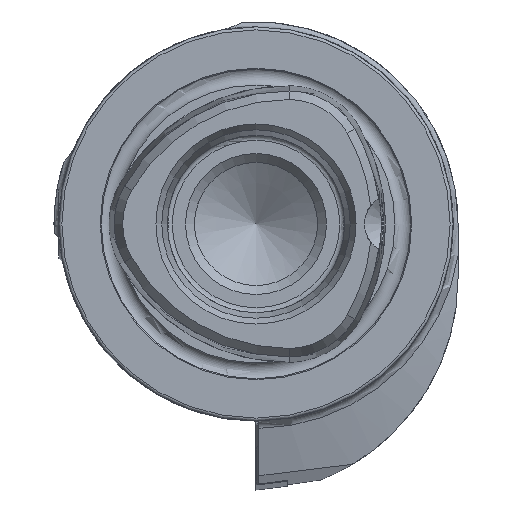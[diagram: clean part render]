
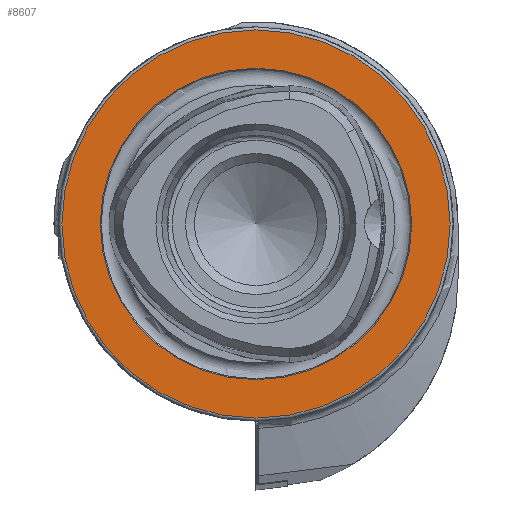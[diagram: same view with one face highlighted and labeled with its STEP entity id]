
A CAD part, left-side view. The second image highlights one B-rep face of the part: STEP entity #8607.
In plain terms, the highlighted planar face has unit normal (-1, 0, 0).
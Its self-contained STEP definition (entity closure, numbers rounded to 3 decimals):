
#321 = AXIS2_PLACEMENT_3D ( 'NONE', #9233, #1979, #5742 ) ;
#1153 = CARTESIAN_POINT ( 'NONE',  ( 0., 15.8, 0. ) ) ;
#1185 = PLANE ( 'NONE',  #1920 ) ;
#1920 = AXIS2_PLACEMENT_3D ( 'NONE', #1153, #9122, #6261 ) ;
#1979 = DIRECTION ( 'NONE',  ( -1., 0., 0. ) ) ;
#2029 = EDGE_CURVE ( 'NONE', #8841, #8841, #2839, .T. ) ;
#2839 = CIRCLE ( 'NONE', #321, 15.8 ) ;
#3520 = CARTESIAN_POINT ( 'NONE',  ( 0., 0., 15.8 ) ) ;
#4049 = FACE_OUTER_BOUND ( 'NONE', #8209, .T. ) ;
#4100 = CARTESIAN_POINT ( 'NONE',  ( 0., 0., 0. ) ) ;
#4598 = FACE_BOUND ( 'NONE', #5425, .T. ) ;
#4787 = DIRECTION ( 'NONE',  ( 0., 0., 1. ) ) ;
#5189 = EDGE_CURVE ( 'NONE', #8511, #8511, #9091, .T. ) ;
#5425 = EDGE_LOOP ( 'NONE', ( #7932 ) ) ;
#5742 = DIRECTION ( 'NONE',  ( 0., 0., 1. ) ) ;
#6261 = DIRECTION ( 'NONE',  ( 0., 0., -1. ) ) ;
#6474 = CARTESIAN_POINT ( 'NONE',  ( 0., 0., 19.7 ) ) ;
#7625 = DIRECTION ( 'NONE',  ( -1., 0., 0. ) ) ;
#7909 = ORIENTED_EDGE ( 'NONE', *, *, #5189, .T. ) ;
#7932 = ORIENTED_EDGE ( 'NONE', *, *, #2029, .F. ) ;
#8209 = EDGE_LOOP ( 'NONE', ( #7909 ) ) ;
#8456 = AXIS2_PLACEMENT_3D ( 'NONE', #4100, #7625, #4787 ) ;
#8511 = VERTEX_POINT ( 'NONE', #6474 ) ;
#8607 = ADVANCED_FACE ( 'NONE', ( #4598, #4049 ), #1185, .F. ) ;
#8841 = VERTEX_POINT ( 'NONE', #3520 ) ;
#9091 = CIRCLE ( 'NONE', #8456, 19.7 ) ;
#9122 = DIRECTION ( 'NONE',  ( 1., 0., 0. ) ) ;
#9233 = CARTESIAN_POINT ( 'NONE',  ( 0., 0., 0. ) ) ;
